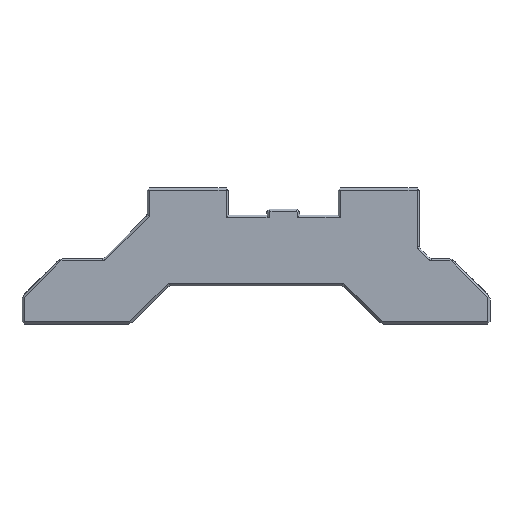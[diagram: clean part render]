
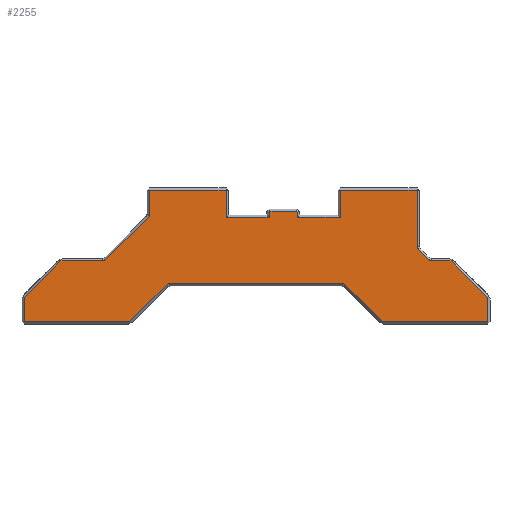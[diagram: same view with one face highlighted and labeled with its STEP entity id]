
A CAD part, front view. The second image highlights one B-rep face of the part: STEP entity #2255.
In plain terms, the highlighted planar face has unit normal (0, -1, 0).
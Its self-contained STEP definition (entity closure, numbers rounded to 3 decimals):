
#170=PLANE('',#2421);
#313=FACE_OUTER_BOUND('',#463,.T.);
#463=EDGE_LOOP('',(#2055,#2056,#2057,#2058,#2059,#2060,#2061,#2062,#2063,
#2064,#2065,#2066,#2067,#2068,#2069,#2070,#2071,#2072,#2073,#2074,#2075,
#2076,#2077,#2078,#2079,#2080));
#546=LINE('',#3460,#827);
#556=LINE('',#3481,#837);
#567=LINE('',#3502,#848);
#577=LINE('',#3522,#858);
#588=LINE('',#3545,#869);
#599=LINE('',#3568,#880);
#610=LINE('',#3591,#891);
#619=LINE('',#3608,#900);
#656=LINE('',#3684,#937);
#658=LINE('',#3687,#939);
#668=LINE('',#3703,#949);
#669=LINE('',#3705,#950);
#676=LINE('',#3717,#957);
#681=LINE('',#3726,#962);
#688=LINE('',#3738,#969);
#695=LINE('',#3750,#976);
#702=LINE('',#3762,#983);
#708=LINE('',#3773,#989);
#713=LINE('',#3783,#994);
#719=LINE('',#3792,#1000);
#727=LINE('',#3804,#1008);
#729=LINE('',#3807,#1010);
#733=LINE('',#3813,#1014);
#735=LINE('',#3816,#1016);
#741=LINE('',#3825,#1022);
#743=LINE('',#3828,#1024);
#827=VECTOR('',#2570,10.);
#837=VECTOR('',#2588,10.);
#848=VECTOR('',#2607,10.);
#858=VECTOR('',#2625,10.);
#869=VECTOR('',#2644,10.);
#880=VECTOR('',#2663,10.);
#891=VECTOR('',#2682,10.);
#900=VECTOR('',#2699,10.);
#937=VECTOR('',#2764,10.);
#939=VECTOR('',#2768,10.);
#949=VECTOR('',#2786,10.);
#950=VECTOR('',#2789,10.);
#957=VECTOR('',#2802,10.);
#962=VECTOR('',#2811,10.);
#969=VECTOR('',#2824,10.);
#976=VECTOR('',#2837,10.);
#983=VECTOR('',#2850,10.);
#989=VECTOR('',#2862,10.);
#994=VECTOR('',#2873,10.);
#1000=VECTOR('',#2885,10.);
#1008=VECTOR('',#2901,10.);
#1010=VECTOR('',#2905,10.);
#1014=VECTOR('',#2913,10.);
#1016=VECTOR('',#2917,10.);
#1022=VECTOR('',#2929,10.);
#1024=VECTOR('',#2933,10.);
#1077=VERTEX_POINT('',#3351);
#1083=VERTEX_POINT('',#3365);
#1085=VERTEX_POINT('',#3371);
#1091=VERTEX_POINT('',#3390);
#1094=VERTEX_POINT('',#3397);
#1103=VERTEX_POINT('',#3427);
#1106=VERTEX_POINT('',#3434);
#1115=VERTEX_POINT('',#3459);
#1117=VERTEX_POINT('',#3464);
#1122=VERTEX_POINT('',#3480);
#1125=VERTEX_POINT('',#3487);
#1128=VERTEX_POINT('',#3501);
#1130=VERTEX_POINT('',#3507);
#1134=VERTEX_POINT('',#3521);
#1137=VERTEX_POINT('',#3528);
#1142=VERTEX_POINT('',#3544);
#1145=VERTEX_POINT('',#3551);
#1150=VERTEX_POINT('',#3567);
#1153=VERTEX_POINT('',#3574);
#1158=VERTEX_POINT('',#3590);
#1160=VERTEX_POINT('',#3596);
#1162=VERTEX_POINT('',#3607);
#1166=VERTEX_POINT('',#3616);
#1171=VERTEX_POINT('',#3631);
#1175=VERTEX_POINT('',#3640);
#1183=VERTEX_POINT('',#3662);
#1295=EDGE_CURVE('',#1103,#1115,#546,.T.);
#1305=EDGE_CURVE('',#1115,#1122,#556,.T.);
#1316=EDGE_CURVE('',#1122,#1128,#567,.T.);
#1326=EDGE_CURVE('',#1128,#1134,#577,.T.);
#1337=EDGE_CURVE('',#1134,#1142,#588,.T.);
#1348=EDGE_CURVE('',#1142,#1150,#599,.T.);
#1359=EDGE_CURVE('',#1150,#1158,#610,.T.);
#1368=EDGE_CURVE('',#1158,#1162,#619,.T.);
#1405=EDGE_CURVE('',#1171,#1183,#656,.T.);
#1407=EDGE_CURVE('',#1183,#1175,#658,.T.);
#1417=EDGE_CURVE('',#1175,#1166,#668,.T.);
#1418=EDGE_CURVE('',#1162,#1171,#669,.T.);
#1425=EDGE_CURVE('',#1166,#1160,#676,.T.);
#1430=EDGE_CURVE('',#1160,#1153,#681,.T.);
#1437=EDGE_CURVE('',#1153,#1145,#688,.T.);
#1444=EDGE_CURVE('',#1145,#1137,#695,.T.);
#1451=EDGE_CURVE('',#1137,#1130,#702,.T.);
#1457=EDGE_CURVE('',#1130,#1125,#708,.T.);
#1462=EDGE_CURVE('',#1125,#1117,#713,.T.);
#1468=EDGE_CURVE('',#1117,#1106,#719,.T.);
#1476=EDGE_CURVE('',#1106,#1094,#727,.T.);
#1478=EDGE_CURVE('',#1091,#1103,#729,.T.);
#1482=EDGE_CURVE('',#1094,#1085,#733,.T.);
#1484=EDGE_CURVE('',#1083,#1091,#735,.T.);
#1490=EDGE_CURVE('',#1085,#1077,#741,.T.);
#1492=EDGE_CURVE('',#1077,#1083,#743,.T.);
#2055=ORIENTED_EDGE('',*,*,#1405,.F.);
#2056=ORIENTED_EDGE('',*,*,#1418,.F.);
#2057=ORIENTED_EDGE('',*,*,#1368,.F.);
#2058=ORIENTED_EDGE('',*,*,#1359,.F.);
#2059=ORIENTED_EDGE('',*,*,#1348,.F.);
#2060=ORIENTED_EDGE('',*,*,#1337,.F.);
#2061=ORIENTED_EDGE('',*,*,#1326,.F.);
#2062=ORIENTED_EDGE('',*,*,#1316,.F.);
#2063=ORIENTED_EDGE('',*,*,#1305,.F.);
#2064=ORIENTED_EDGE('',*,*,#1295,.F.);
#2065=ORIENTED_EDGE('',*,*,#1478,.F.);
#2066=ORIENTED_EDGE('',*,*,#1484,.F.);
#2067=ORIENTED_EDGE('',*,*,#1492,.F.);
#2068=ORIENTED_EDGE('',*,*,#1490,.F.);
#2069=ORIENTED_EDGE('',*,*,#1482,.F.);
#2070=ORIENTED_EDGE('',*,*,#1476,.F.);
#2071=ORIENTED_EDGE('',*,*,#1468,.F.);
#2072=ORIENTED_EDGE('',*,*,#1462,.F.);
#2073=ORIENTED_EDGE('',*,*,#1457,.F.);
#2074=ORIENTED_EDGE('',*,*,#1451,.F.);
#2075=ORIENTED_EDGE('',*,*,#1444,.F.);
#2076=ORIENTED_EDGE('',*,*,#1437,.F.);
#2077=ORIENTED_EDGE('',*,*,#1430,.F.);
#2078=ORIENTED_EDGE('',*,*,#1425,.F.);
#2079=ORIENTED_EDGE('',*,*,#1417,.F.);
#2080=ORIENTED_EDGE('',*,*,#1407,.F.);
#2255=ADVANCED_FACE('',(#313),#170,.T.);
#2421=AXIS2_PLACEMENT_3D('',#3869,#2997,#2998);
#2570=DIRECTION('',(0.,0.,-1.));
#2588=DIRECTION('',(1.,0.,0.));
#2607=DIRECTION('',(0.,0.,1.));
#2625=DIRECTION('',(0.707,0.,0.707));
#2644=DIRECTION('',(1.,0.,0.));
#2663=DIRECTION('',(0.707,0.,-0.707));
#2682=DIRECTION('',(0.,0.,-1.));
#2699=DIRECTION('',(1.,0.,0.));
#2764=DIRECTION('',(1.,0.,0.));
#2768=DIRECTION('',(0.,0.,-1.));
#2786=DIRECTION('',(0.707,0.,-0.707));
#2789=DIRECTION('',(0.,0.,1.));
#2802=DIRECTION('',(1.,0.,0.));
#2811=DIRECTION('',(0.707,0.,-0.707));
#2824=DIRECTION('',(0.,0.,-1.));
#2837=DIRECTION('',(-1.,0.,0.));
#2850=DIRECTION('',(-0.707,0.,0.707));
#2862=DIRECTION('',(-1.,0.,0.));
#2873=DIRECTION('',(-0.707,0.,-0.707));
#2885=DIRECTION('',(-1.,0.,0.));
#2901=DIRECTION('',(0.,0.,1.));
#2905=DIRECTION('',(1.,0.,0.));
#2913=DIRECTION('',(0.707,0.,0.707));
#2917=DIRECTION('',(0.,0.,1.));
#2929=DIRECTION('',(1.,0.,0.));
#2933=DIRECTION('',(0.707,0.,0.707));
#2997=DIRECTION('center_axis',(0.,-1.,0.));
#2998=DIRECTION('ref_axis',(0.,0.,-1.));
#3351=CARTESIAN_POINT('',(233.87,-209.3,-18.4));
#3365=CARTESIAN_POINT('',(242.075,-209.3,-10.195));
#3371=CARTESIAN_POINT('',(225.841,-209.3,-18.4));
#3390=CARTESIAN_POINT('',(242.075,-209.3,-5.4));
#3397=CARTESIAN_POINT('',(219.075,-209.3,-25.166));
#3427=CARTESIAN_POINT('',(256.175,-209.3,-5.4));
#3434=CARTESIAN_POINT('',(219.075,-209.3,-29.6));
#3459=CARTESIAN_POINT('',(256.175,-209.3,-10.4));
#3460=CARTESIAN_POINT('',(256.175,-209.3,-13.75));
#3464=CARTESIAN_POINT('',(238.509,-209.3,-29.6));
#3480=CARTESIAN_POINT('',(264.075,-209.3,-10.4));
#3481=CARTESIAN_POINT('',(262.675,-209.3,-10.4));
#3487=CARTESIAN_POINT('',(245.509,-209.3,-22.6));
#3501=CARTESIAN_POINT('',(264.075,-209.3,-9.466));
#3502=CARTESIAN_POINT('',(264.075,-209.3,-13.4));
#3507=CARTESIAN_POINT('',(277.841,-209.3,-22.6));
#3521=CARTESIAN_POINT('',(264.241,-209.3,-9.3));
#3522=CARTESIAN_POINT('',(261.608,-209.3,-11.933));
#3528=CARTESIAN_POINT('',(284.841,-209.3,-29.6));
#3544=CARTESIAN_POINT('',(269.109,-209.3,-9.3));
#3545=CARTESIAN_POINT('',(265.475,-209.3,-9.3));
#3551=CARTESIAN_POINT('',(304.275,-209.3,-29.6));
#3567=CARTESIAN_POINT('',(269.275,-209.3,-9.466));
#3568=CARTESIAN_POINT('',(269.442,-209.3,-9.633));
#3574=CARTESIAN_POINT('',(304.275,-209.3,-25.166));
#3590=CARTESIAN_POINT('',(269.275,-209.3,-10.4));
#3591=CARTESIAN_POINT('',(269.275,-209.3,-13.75));
#3596=CARTESIAN_POINT('',(297.509,-209.3,-18.4));
#3607=CARTESIAN_POINT('',(277.175,-209.3,-10.4));
#3608=CARTESIAN_POINT('',(269.225,-209.3,-10.4));
#3616=CARTESIAN_POINT('',(293.509,-209.3,-18.4));
#3631=CARTESIAN_POINT('',(277.175,-209.3,-5.4));
#3640=CARTESIAN_POINT('',(291.275,-209.3,-16.166));
#3662=CARTESIAN_POINT('',(291.275,-209.3,-5.4));
#3684=CARTESIAN_POINT('',(276.675,-209.3,-5.4));
#3687=CARTESIAN_POINT('',(291.275,-209.3,-17.75));
#3703=CARTESIAN_POINT('',(284.767,-209.3,-9.658));
#3705=CARTESIAN_POINT('',(277.175,-209.3,-11.25));
#3717=CARTESIAN_POINT('',(279.675,-209.3,-18.4));
#3726=CARTESIAN_POINT('',(291.767,-209.3,-12.658));
#3738=CARTESIAN_POINT('',(304.275,-209.3,-23.75));
#3750=CARTESIAN_POINT('',(273.175,-209.3,-29.6));
#3762=CARTESIAN_POINT('',(272.583,-209.3,-17.342));
#3773=CARTESIAN_POINT('',(253.675,-209.3,-22.6));
#3783=CARTESIAN_POINT('',(247.267,-209.3,-20.842));
#3792=CARTESIAN_POINT('',(240.175,-209.3,-29.6));
#3804=CARTESIAN_POINT('',(219.075,-209.3,-21.25));
#3807=CARTESIAN_POINT('',(259.125,-209.3,-5.4));
#3813=CARTESIAN_POINT('',(235.083,-209.3,-9.158));
#3816=CARTESIAN_POINT('',(242.075,-209.3,-11.25));
#3825=CARTESIAN_POINT('',(247.69,-209.3,-18.4));
#3828=CARTESIAN_POINT('',(245.09,-209.3,-7.18));
#3869=CARTESIAN_POINT('Origin',(261.675,-209.3,-17.5));
